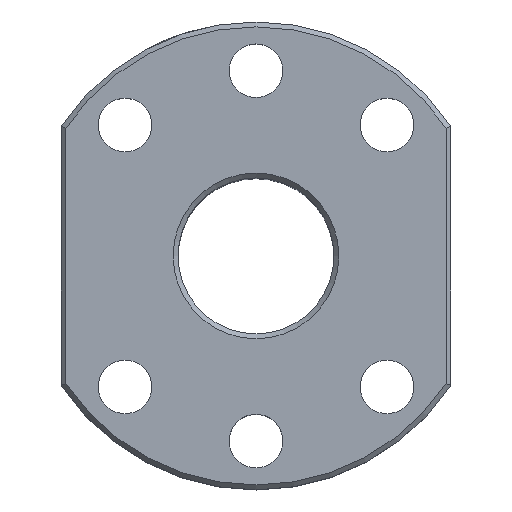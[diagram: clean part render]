
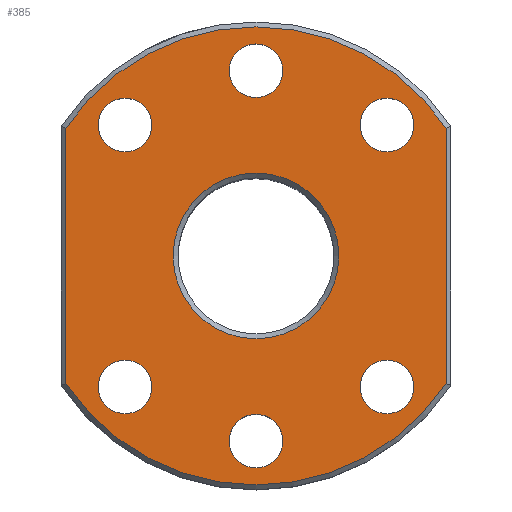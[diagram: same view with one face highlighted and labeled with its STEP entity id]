
A CAD part, top view. The second image highlights one B-rep face of the part: STEP entity #385.
In plain terms, the highlighted planar face has unit normal (0, 0, 1).
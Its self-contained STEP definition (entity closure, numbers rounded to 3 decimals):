
#124=PLANE('',#3489);
#385=ADVANCED_FACE('',(#916,#917,#918,#919,#920,#921,#922,#923),#124,.T.);
#916=FACE_BOUND('',#993,.T.);
#917=FACE_BOUND('',#994,.T.);
#918=FACE_BOUND('',#995,.T.);
#919=FACE_BOUND('',#996,.T.);
#920=FACE_BOUND('',#997,.T.);
#921=FACE_BOUND('',#998,.T.);
#922=FACE_BOUND('',#999,.T.);
#923=FACE_BOUND('',#1000,.T.);
#993=EDGE_LOOP('',(#1786,#1787,#1788,#1789));
#994=EDGE_LOOP('',(#1790));
#995=EDGE_LOOP('',(#1791));
#996=EDGE_LOOP('',(#1792));
#997=EDGE_LOOP('',(#1793));
#998=EDGE_LOOP('',(#1794));
#999=EDGE_LOOP('',(#1795));
#1000=EDGE_LOOP('',(#1796));
#1236=LINE('',#5276,#1413);
#1237=LINE('',#5280,#1414);
#1413=VECTOR('',#3757,1.);
#1414=VECTOR('',#3760,1.);
#1786=ORIENTED_EDGE('',*,*,#3040,.T.);
#1787=ORIENTED_EDGE('',*,*,#3041,.T.);
#1788=ORIENTED_EDGE('',*,*,#3042,.T.);
#1789=ORIENTED_EDGE('',*,*,#3043,.T.);
#1790=ORIENTED_EDGE('',*,*,#3044,.T.);
#1791=ORIENTED_EDGE('',*,*,#3036,.T.);
#1792=ORIENTED_EDGE('',*,*,#3034,.F.);
#1793=ORIENTED_EDGE('',*,*,#3032,.F.);
#1794=ORIENTED_EDGE('',*,*,#3030,.T.);
#1795=ORIENTED_EDGE('',*,*,#3028,.F.);
#1796=ORIENTED_EDGE('',*,*,#3038,.T.);
#2704=VERTEX_POINT('',#5244);
#2706=VERTEX_POINT('',#5249);
#2708=VERTEX_POINT('',#5254);
#2710=VERTEX_POINT('',#5259);
#2712=VERTEX_POINT('',#5264);
#2714=VERTEX_POINT('',#5269);
#2716=VERTEX_POINT('',#5274);
#2717=VERTEX_POINT('',#5275);
#2718=VERTEX_POINT('',#5277);
#2719=VERTEX_POINT('',#5279);
#2720=VERTEX_POINT('',#5282);
#3028=EDGE_CURVE('',#2704,#2704,#3397,.T.);
#3030=EDGE_CURVE('',#2706,#2706,#3399,.T.);
#3032=EDGE_CURVE('',#2708,#2708,#3401,.T.);
#3034=EDGE_CURVE('',#2710,#2710,#3403,.T.);
#3036=EDGE_CURVE('',#2712,#2712,#3405,.T.);
#3038=EDGE_CURVE('',#2714,#2714,#3407,.T.);
#3040=EDGE_CURVE('',#2716,#2717,#3409,.T.);
#3041=EDGE_CURVE('',#2717,#2718,#1236,.T.);
#3042=EDGE_CURVE('',#2718,#2719,#3410,.T.);
#3043=EDGE_CURVE('',#2719,#2716,#1237,.T.);
#3044=EDGE_CURVE('',#2720,#2720,#3411,.T.);
#3397=CIRCLE('',#3468,2.75);
#3399=CIRCLE('',#3471,2.75);
#3401=CIRCLE('',#3474,2.75);
#3403=CIRCLE('',#3477,2.75);
#3405=CIRCLE('',#3480,2.75);
#3407=CIRCLE('',#3483,2.75);
#3409=CIRCLE('',#3486,23.5);
#3410=CIRCLE('',#3487,23.5);
#3411=CIRCLE('',#3488,8.5);
#3468=AXIS2_PLACEMENT_3D('',#5243,#3719,#3720);
#3471=AXIS2_PLACEMENT_3D('',#5248,#3725,#3726);
#3474=AXIS2_PLACEMENT_3D('',#5253,#3731,#3732);
#3477=AXIS2_PLACEMENT_3D('',#5258,#3737,#3738);
#3480=AXIS2_PLACEMENT_3D('',#5263,#3743,#3744);
#3483=AXIS2_PLACEMENT_3D('',#5268,#3749,#3750);
#3486=AXIS2_PLACEMENT_3D('',#5273,#3755,#3756);
#3487=AXIS2_PLACEMENT_3D('',#5278,#3758,#3759);
#3488=AXIS2_PLACEMENT_3D('',#5281,#3761,#3762);
#3489=AXIS2_PLACEMENT_3D('',#5283,#3763,#3764);
#3719=DIRECTION('',(0.,0.,1.));
#3720=DIRECTION('',(1.,0.,0.));
#3725=DIRECTION('',(0.,0.,-1.));
#3726=DIRECTION('',(1.,0.,0.));
#3731=DIRECTION('',(0.,0.,1.));
#3732=DIRECTION('',(1.,0.,0.));
#3737=DIRECTION('',(0.,0.,1.));
#3738=DIRECTION('',(-1.,0.,0.));
#3743=DIRECTION('',(0.,0.,-1.));
#3744=DIRECTION('',(-1.,0.,0.));
#3749=DIRECTION('',(0.,0.,-1.));
#3750=DIRECTION('',(1.,0.,0.));
#3755=DIRECTION('',(0.,0.,1.));
#3756=DIRECTION('',(1.,0.,0.));
#3757=DIRECTION('',(0.,-1.,0.));
#3758=DIRECTION('',(0.,0.,1.));
#3759=DIRECTION('',(1.,0.,0.));
#3760=DIRECTION('',(0.,1.,0.));
#3761=DIRECTION('',(0.,0.,-1.));
#3762=DIRECTION('',(1.,0.,0.));
#3763=DIRECTION('',(0.,0.,1.));
#3764=DIRECTION('',(1.,0.,0.));
#5243=CARTESIAN_POINT('',(-13.435,13.435,0.));
#5244=CARTESIAN_POINT('',(-10.685,13.435,0.));
#5248=CARTESIAN_POINT('',(-13.435,-13.435,0.));
#5249=CARTESIAN_POINT('',(-10.685,-13.435,0.));
#5253=CARTESIAN_POINT('',(0.,19.,0.));
#5254=CARTESIAN_POINT('',(2.75,19.,0.));
#5258=CARTESIAN_POINT('',(13.435,-13.435,0.));
#5259=CARTESIAN_POINT('',(10.685,-13.435,0.));
#5263=CARTESIAN_POINT('',(13.435,13.435,0.));
#5264=CARTESIAN_POINT('',(10.685,13.435,0.));
#5268=CARTESIAN_POINT('',(0.,-19.,0.));
#5269=CARTESIAN_POINT('',(2.75,-19.,0.));
#5273=CARTESIAN_POINT('',(0.,0.,0.));
#5274=CARTESIAN_POINT('',(19.5,13.115,0.));
#5275=CARTESIAN_POINT('',(-19.5,13.115,0.));
#5276=CARTESIAN_POINT('',(-19.5,-13.266,0.));
#5277=CARTESIAN_POINT('',(-19.5,-13.115,0.));
#5278=CARTESIAN_POINT('',(0.,0.,0.));
#5279=CARTESIAN_POINT('',(19.5,-13.115,0.));
#5280=CARTESIAN_POINT('',(19.5,13.266,0.));
#5281=CARTESIAN_POINT('',(0.,0.,0.));
#5282=CARTESIAN_POINT('',(8.5,0.,0.));
#5283=CARTESIAN_POINT('',(0.,0.,0.));
